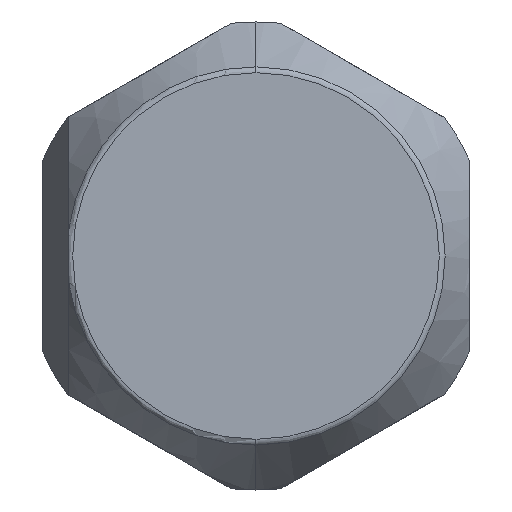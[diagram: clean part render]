
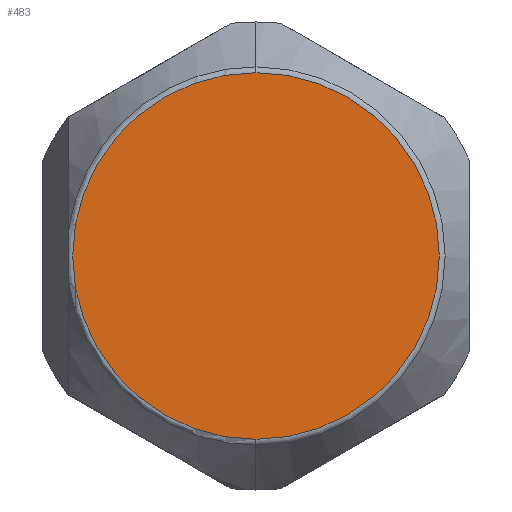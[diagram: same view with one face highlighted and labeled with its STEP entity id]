
A CAD part, left-side view. The second image highlights one B-rep face of the part: STEP entity #483.
In plain terms, the highlighted planar face has unit normal (-1, 0, 0).
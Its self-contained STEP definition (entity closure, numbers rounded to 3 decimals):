
#292 = VERTEX_POINT ( 'NONE', #1881 ) ;
#294 = EDGE_CURVE ( 'NONE', #2596, #292, #1732, .T. ) ;
#483 = ADVANCED_FACE ( 'NONE', ( #2175 ), #2174, .F. ) ;
#507 = ORIENTED_EDGE ( 'NONE', *, *, #294, .T. ) ;
#508 = ORIENTED_EDGE ( 'NONE', *, *, #509, .T. ) ;
#509 = EDGE_CURVE ( 'NONE', #292, #2596, #2360, .T. ) ;
#517 = EDGE_LOOP ( 'NONE', ( #507, #508 ) ) ;
#1728 = DIRECTION ( 'NONE',  ( 0., 0., 1. ) ) ;
#1729 = DIRECTION ( 'NONE',  ( -1., 0., 0. ) ) ;
#1730 = CARTESIAN_POINT ( 'NONE',  ( 0., 0., 0. ) ) ;
#1731 = AXIS2_PLACEMENT_3D ( 'NONE', #1730, #1729, #1728 ) ;
#1732 = CIRCLE ( 'NONE', #1731, 13.711 ) ;
#1881 = CARTESIAN_POINT ( 'NONE',  ( 0., 0., -13.711 ) ) ;
#2170 = DIRECTION ( 'NONE',  ( 0., 0., -1. ) ) ;
#2171 = DIRECTION ( 'NONE',  ( 1., 0., 0. ) ) ;
#2172 = CARTESIAN_POINT ( 'NONE',  ( 0., 0., 0. ) ) ;
#2173 = AXIS2_PLACEMENT_3D ( 'NONE', #2172, #2171, #2170 ) ;
#2174 = PLANE ( 'NONE',  #2173 ) ;
#2175 = FACE_OUTER_BOUND ( 'NONE', #517, .T. ) ;
#2343 = AXIS2_PLACEMENT_3D ( 'NONE', #2389, #2388, #2387 ) ;
#2360 = CIRCLE ( 'NONE', #2343, 13.711 ) ;
#2387 = DIRECTION ( 'NONE',  ( 0., 0., 1. ) ) ;
#2388 = DIRECTION ( 'NONE',  ( -1., 0., 0. ) ) ;
#2389 = CARTESIAN_POINT ( 'NONE',  ( 0., 0., 0. ) ) ;
#2596 = VERTEX_POINT ( 'NONE', #3899 ) ;
#3899 = CARTESIAN_POINT ( 'NONE',  ( 0., 0., 13.711 ) ) ;
